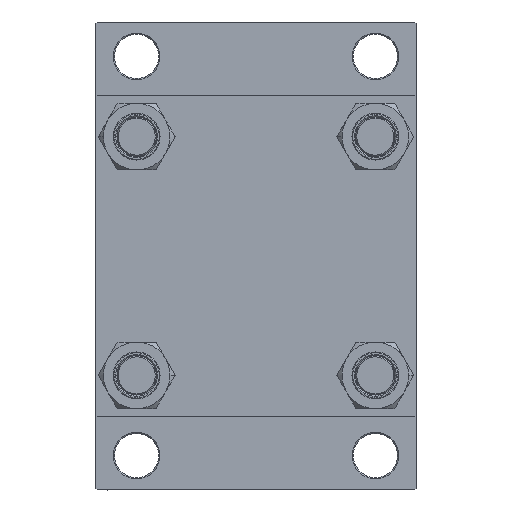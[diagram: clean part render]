
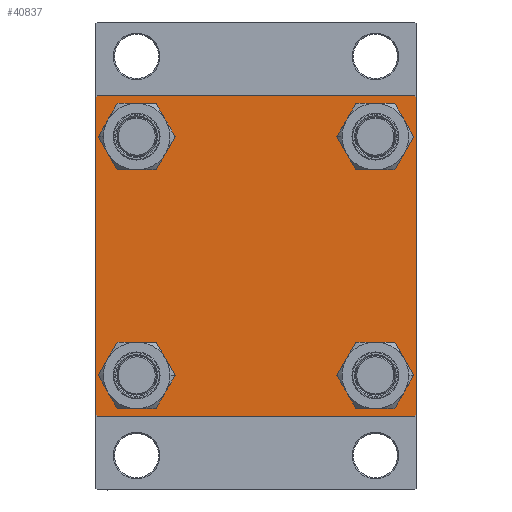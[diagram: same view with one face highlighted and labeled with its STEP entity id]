
A CAD part, left-side view. The second image highlights one B-rep face of the part: STEP entity #40837.
In plain terms, the highlighted planar face has unit normal (-1, 0, 0).
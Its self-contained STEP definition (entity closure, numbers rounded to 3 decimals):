
#2 = VECTOR ( 'NONE', #42738, 1000. ) ;
#1086 = CARTESIAN_POINT ( 'NONE',  ( 0., -48.45, 39.95 ) ) ;
#1386 = FACE_BOUND ( 'NONE', #35433, .T. ) ;
#2010 = LINE ( 'NONE', #2247, #35196 ) ;
#2247 = CARTESIAN_POINT ( 'NONE',  ( 0., 64.75, -64.75 ) ) ;
#3162 = DIRECTION ( 'NONE',  ( 1., 0., 0. ) ) ;
#3665 = ORIENTED_EDGE ( 'NONE', *, *, #23343, .T. ) ;
#3688 = CARTESIAN_POINT ( 'NONE',  ( 0., 65., 64.5 ) ) ;
#3752 = CARTESIAN_POINT ( 'NONE',  ( 0., 65., 65. ) ) ;
#3788 = DIRECTION ( 'NONE',  ( 1., 0., 0. ) ) ;
#4127 = VERTEX_POINT ( 'NONE', #35864 ) ;
#4204 = EDGE_LOOP ( 'NONE', ( #42554, #26264 ) ) ;
#4273 = CARTESIAN_POINT ( 'NONE',  ( 0., 65., -64.5 ) ) ;
#4360 = EDGE_CURVE ( 'NONE', #44926, #20041, #25719, .T. ) ;
#4758 = FACE_BOUND ( 'NONE', #26194, .T. ) ;
#4825 = CARTESIAN_POINT ( 'NONE',  ( 0., 48.45, -39.95 ) ) ;
#5135 = CARTESIAN_POINT ( 'NONE',  ( 0., 48.45, 56.95 ) ) ;
#5816 = CIRCLE ( 'NONE', #15862, 8.5 ) ;
#5861 = CIRCLE ( 'NONE', #11271, 8.5 ) ;
#6061 = VECTOR ( 'NONE', #14702, 1000. ) ;
#6268 = LINE ( 'NONE', #20983, #2 ) ;
#6602 = AXIS2_PLACEMENT_3D ( 'NONE', #11117, #3162, #22238 ) ;
#6848 = VERTEX_POINT ( 'NONE', #32886 ) ;
#7640 = DIRECTION ( 'NONE',  ( 0., 0., 1. ) ) ;
#7826 = CARTESIAN_POINT ( 'NONE',  ( 0., -48.45, -39.95 ) ) ;
#8184 = ORIENTED_EDGE ( 'NONE', *, *, #21667, .T. ) ;
#8853 = CARTESIAN_POINT ( 'NONE',  ( 0., 0., 0. ) ) ;
#8978 = CARTESIAN_POINT ( 'NONE',  ( 0., -65., 64.5 ) ) ;
#9091 = EDGE_CURVE ( 'NONE', #10439, #16905, #14811, .T. ) ;
#9700 = DIRECTION ( 'NONE',  ( 0., 0., 1. ) ) ;
#9897 = DIRECTION ( 'NONE',  ( 0., 0., 1. ) ) ;
#10228 = DIRECTION ( 'NONE',  ( 0., 0., 1. ) ) ;
#10439 = VERTEX_POINT ( 'NONE', #8978 ) ;
#10487 = CARTESIAN_POINT ( 'NONE',  ( 0., 48.45, -48.45 ) ) ;
#11080 = EDGE_CURVE ( 'NONE', #4127, #20679, #25652, .T. ) ;
#11117 = CARTESIAN_POINT ( 'NONE',  ( 0., -48.45, 48.45 ) ) ;
#11271 = AXIS2_PLACEMENT_3D ( 'NONE', #13768, #35716, #9897 ) ;
#12011 = EDGE_CURVE ( 'NONE', #20679, #4127, #34152, .T. ) ;
#12113 = ORIENTED_EDGE ( 'NONE', *, *, #35844, .T. ) ;
#12380 = ORIENTED_EDGE ( 'NONE', *, *, #4360, .F. ) ;
#13768 = CARTESIAN_POINT ( 'NONE',  ( 0., 48.45, -48.45 ) ) ;
#14109 = VERTEX_POINT ( 'NONE', #4273 ) ;
#14122 = ORIENTED_EDGE ( 'NONE', *, *, #20860, .T. ) ;
#14630 = VECTOR ( 'NONE', #27037, 1000. ) ;
#14695 = VERTEX_POINT ( 'NONE', #3688 ) ;
#14702 = DIRECTION ( 'NONE',  ( 0., 0.707, -0.707 ) ) ;
#14811 = LINE ( 'NONE', #23219, #15212 ) ;
#15167 = LINE ( 'NONE', #19021, #22299 ) ;
#15212 = VECTOR ( 'NONE', #33373, 1000. ) ;
#15862 = AXIS2_PLACEMENT_3D ( 'NONE', #10487, #17256, #21361 ) ;
#16117 = FACE_BOUND ( 'NONE', #4204, .T. ) ;
#16176 = EDGE_LOOP ( 'NONE', ( #37987, #14122, #3665, #45220, #34753, #12113, #12380, #47411 ) ) ;
#16479 = DIRECTION ( 'NONE',  ( 1., 0., 0. ) ) ;
#16905 = VERTEX_POINT ( 'NONE', #24725 ) ;
#17014 = CARTESIAN_POINT ( 'NONE',  ( 0., 48.45, 48.45 ) ) ;
#17174 = CARTESIAN_POINT ( 'NONE',  ( 0., 48.45, -56.95 ) ) ;
#17256 = DIRECTION ( 'NONE',  ( 1., 0., 0. ) ) ;
#17432 = AXIS2_PLACEMENT_3D ( 'NONE', #17014, #32439, #10228 ) ;
#18492 = DIRECTION ( 'NONE',  ( 0., -1., 0. ) ) ;
#18730 = AXIS2_PLACEMENT_3D ( 'NONE', #45051, #40749, #7640 ) ;
#19021 = CARTESIAN_POINT ( 'NONE',  ( 0., 65., 65. ) ) ;
#19063 = CARTESIAN_POINT ( 'NONE',  ( 0., -64.5, 65. ) ) ;
#19491 = PLANE ( 'NONE',  #38984 ) ;
#19929 = EDGE_CURVE ( 'NONE', #31573, #47761, #5861, .T. ) ;
#20041 = VERTEX_POINT ( 'NONE', #19063 ) ;
#20676 = CARTESIAN_POINT ( 'NONE',  ( 0., -64.75, -64.75 ) ) ;
#20679 = VERTEX_POINT ( 'NONE', #7826 ) ;
#20860 = EDGE_CURVE ( 'NONE', #14109, #42291, #2010, .T. ) ;
#20983 = CARTESIAN_POINT ( 'NONE',  ( 0., -64.75, 64.75 ) ) ;
#21296 = CARTESIAN_POINT ( 'NONE',  ( 0., -64.5, -65. ) ) ;
#21361 = DIRECTION ( 'NONE',  ( 0., 0., 1. ) ) ;
#21456 = VERTEX_POINT ( 'NONE', #21296 ) ;
#21667 = EDGE_CURVE ( 'NONE', #6848, #25834, #26645, .T. ) ;
#21731 = VERTEX_POINT ( 'NONE', #40503 ) ;
#21833 = EDGE_CURVE ( 'NONE', #47761, #31573, #5816, .T. ) ;
#21918 = ORIENTED_EDGE ( 'NONE', *, *, #45294, .T. ) ;
#22142 = DIRECTION ( 'NONE',  ( 0., 0., 1. ) ) ;
#22238 = DIRECTION ( 'NONE',  ( 0., 0., 1. ) ) ;
#22299 = VECTOR ( 'NONE', #29887, 1000. ) ;
#22863 = LINE ( 'NONE', #26257, #35193 ) ;
#23219 = CARTESIAN_POINT ( 'NONE',  ( 0., -65., 65. ) ) ;
#23343 = EDGE_CURVE ( 'NONE', #42291, #21456, #22863, .T. ) ;
#24725 = CARTESIAN_POINT ( 'NONE',  ( 0., -65., -64.5 ) ) ;
#25049 = CARTESIAN_POINT ( 'NONE',  ( 0., 48.45, 48.45 ) ) ;
#25652 = CIRCLE ( 'NONE', #34113, 8.5 ) ;
#25719 = LINE ( 'NONE', #3752, #29590 ) ;
#25834 = VERTEX_POINT ( 'NONE', #5135 ) ;
#26194 = EDGE_LOOP ( 'NONE', ( #40886, #31226 ) ) ;
#26257 = CARTESIAN_POINT ( 'NONE',  ( 0., 65., -65. ) ) ;
#26264 = ORIENTED_EDGE ( 'NONE', *, *, #11080, .T. ) ;
#26645 = CIRCLE ( 'NONE', #34353, 8.5 ) ;
#27037 = DIRECTION ( 'NONE',  ( 0., -0.707, 0.707 ) ) ;
#27426 = CIRCLE ( 'NONE', #6602, 8.5 ) ;
#27824 = CARTESIAN_POINT ( 'NONE',  ( 0., -48.45, 48.45 ) ) ;
#27849 = DIRECTION ( 'NONE',  ( 0., -0.707, -0.707 ) ) ;
#29379 = EDGE_CURVE ( 'NONE', #44926, #14695, #29889, .T. ) ;
#29590 = VECTOR ( 'NONE', #18492, 1000. ) ;
#29887 = DIRECTION ( 'NONE',  ( 0., 0., -1. ) ) ;
#29889 = LINE ( 'NONE', #47767, #6061 ) ;
#29931 = EDGE_CURVE ( 'NONE', #14695, #14109, #15167, .T. ) ;
#30338 = DIRECTION ( 'NONE',  ( 0., -1., 0. ) ) ;
#30835 = FACE_OUTER_BOUND ( 'NONE', #16176, .T. ) ;
#30960 = EDGE_CURVE ( 'NONE', #21456, #16905, #46505, .T. ) ;
#31226 = ORIENTED_EDGE ( 'NONE', *, *, #19929, .T. ) ;
#31323 = CIRCLE ( 'NONE', #45215, 8.5 ) ;
#31573 = VERTEX_POINT ( 'NONE', #17174 ) ;
#32439 = DIRECTION ( 'NONE',  ( 1., 0., 0. ) ) ;
#32886 = CARTESIAN_POINT ( 'NONE',  ( 0., 48.45, 39.95 ) ) ;
#33373 = DIRECTION ( 'NONE',  ( 0., 0., -1. ) ) ;
#33621 = CARTESIAN_POINT ( 'NONE',  ( 0., 64.5, 65. ) ) ;
#34113 = AXIS2_PLACEMENT_3D ( 'NONE', #39781, #42929, #36373 ) ;
#34152 = CIRCLE ( 'NONE', #18730, 8.5 ) ;
#34353 = AXIS2_PLACEMENT_3D ( 'NONE', #25049, #3788, #22142 ) ;
#34384 = CIRCLE ( 'NONE', #17432, 8.5 ) ;
#34753 = ORIENTED_EDGE ( 'NONE', *, *, #9091, .F. ) ;
#34883 = ORIENTED_EDGE ( 'NONE', *, *, #42171, .T. ) ;
#35193 = VECTOR ( 'NONE', #30338, 1000. ) ;
#35196 = VECTOR ( 'NONE', #27849, 1000. ) ;
#35433 = EDGE_LOOP ( 'NONE', ( #34883, #8184 ) ) ;
#35716 = DIRECTION ( 'NONE',  ( 1., 0., 0. ) ) ;
#35844 = EDGE_CURVE ( 'NONE', #10439, #20041, #6268, .T. ) ;
#35864 = CARTESIAN_POINT ( 'NONE',  ( 0., -48.45, -56.95 ) ) ;
#36373 = DIRECTION ( 'NONE',  ( 0., 0., 1. ) ) ;
#37843 = FACE_BOUND ( 'NONE', #39956, .T. ) ;
#37987 = ORIENTED_EDGE ( 'NONE', *, *, #29931, .T. ) ;
#38797 = DIRECTION ( 'NONE',  ( 0., 0., 1. ) ) ;
#38984 = AXIS2_PLACEMENT_3D ( 'NONE', #8853, #41958, #38797 ) ;
#39488 = VERTEX_POINT ( 'NONE', #1086 ) ;
#39708 = CARTESIAN_POINT ( 'NONE',  ( 0., 64.5, -65. ) ) ;
#39781 = CARTESIAN_POINT ( 'NONE',  ( 0., -48.45, -48.45 ) ) ;
#39956 = EDGE_LOOP ( 'NONE', ( #46395, #21918 ) ) ;
#40503 = CARTESIAN_POINT ( 'NONE',  ( 0., -48.45, 56.95 ) ) ;
#40749 = DIRECTION ( 'NONE',  ( 1., 0., 0. ) ) ;
#40837 = ADVANCED_FACE ( 'NONE', ( #37843, #16117, #4758, #1386, #30835 ), #19491, .T. ) ;
#40886 = ORIENTED_EDGE ( 'NONE', *, *, #21833, .T. ) ;
#41958 = DIRECTION ( 'NONE',  ( -1., 0., 0. ) ) ;
#42171 = EDGE_CURVE ( 'NONE', #25834, #6848, #34384, .T. ) ;
#42291 = VERTEX_POINT ( 'NONE', #39708 ) ;
#42544 = EDGE_CURVE ( 'NONE', #21731, #39488, #31323, .T. ) ;
#42554 = ORIENTED_EDGE ( 'NONE', *, *, #12011, .T. ) ;
#42738 = DIRECTION ( 'NONE',  ( 0., 0.707, 0.707 ) ) ;
#42929 = DIRECTION ( 'NONE',  ( 1., 0., 0. ) ) ;
#44926 = VERTEX_POINT ( 'NONE', #33621 ) ;
#45051 = CARTESIAN_POINT ( 'NONE',  ( 0., -48.45, -48.45 ) ) ;
#45215 = AXIS2_PLACEMENT_3D ( 'NONE', #27824, #16479, #9700 ) ;
#45220 = ORIENTED_EDGE ( 'NONE', *, *, #30960, .T. ) ;
#45294 = EDGE_CURVE ( 'NONE', #39488, #21731, #27426, .T. ) ;
#46395 = ORIENTED_EDGE ( 'NONE', *, *, #42544, .T. ) ;
#46505 = LINE ( 'NONE', #20676, #14630 ) ;
#47411 = ORIENTED_EDGE ( 'NONE', *, *, #29379, .T. ) ;
#47761 = VERTEX_POINT ( 'NONE', #4825 ) ;
#47767 = CARTESIAN_POINT ( 'NONE',  ( 0., 64.75, 64.75 ) ) ;
